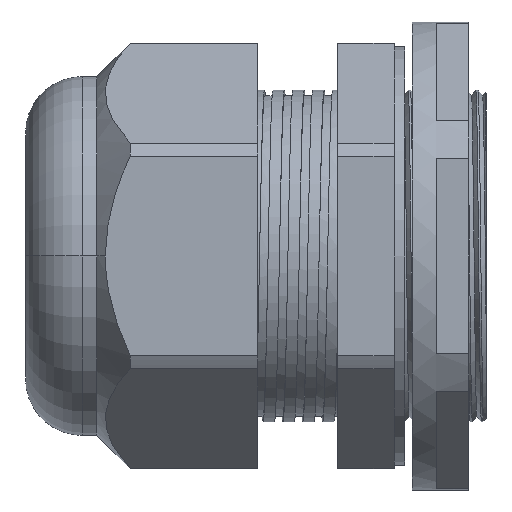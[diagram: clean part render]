
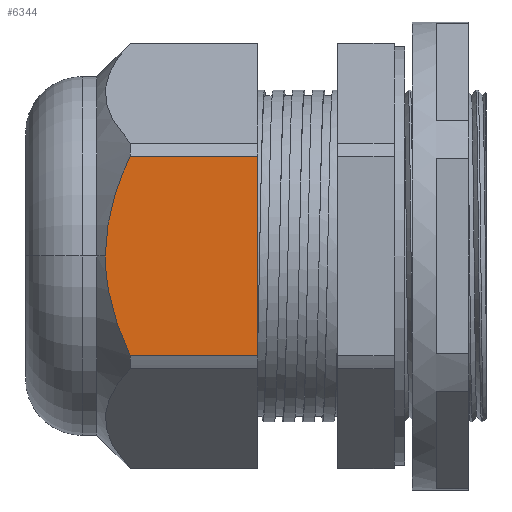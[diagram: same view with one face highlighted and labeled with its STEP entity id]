
A CAD part, left-side view. The second image highlights one B-rep face of the part: STEP entity #6344.
In plain terms, the highlighted planar face has unit normal (-1, 0, 0).
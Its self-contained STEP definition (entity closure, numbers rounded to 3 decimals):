
#61 = CARTESIAN_POINT ( 'NONE',  ( -26.5, 37.764, -12.965 ) ) ;
#394 = CARTESIAN_POINT ( 'NONE',  ( -26.5, 39.089, -9.545 ) ) ;
#764 = VERTEX_POINT ( 'NONE', #8354 ) ;
#870 = LINE ( 'NONE', #10250, #9046 ) ;
#1108 = CARTESIAN_POINT ( 'NONE',  ( -26.5, 40.75, 0. ) ) ;
#1115 = EDGE_CURVE ( 'NONE', #1962, #4338, #11385, .T. ) ;
#1337 = CARTESIAN_POINT ( 'NONE',  ( -26.5, 39.632, -7.799 ) ) ;
#1556 = CARTESIAN_POINT ( 'NONE',  ( -26.5, 19.25, -14.062 ) ) ;
#1581 = EDGE_CURVE ( 'NONE', #3976, #764, #12345, .T. ) ;
#1962 = VERTEX_POINT ( 'NONE', #1108 ) ;
#1981 = VECTOR ( 'NONE', #11054, 1000. ) ;
#2153 = ORIENTED_EDGE ( 'NONE', *, *, #1581, .F. ) ;
#2299 = CARTESIAN_POINT ( 'NONE',  ( -26.5, 40.75, -2.463 ) ) ;
#2437 = ORIENTED_EDGE ( 'NONE', *, *, #4311, .F. ) ;
#2522 = ORIENTED_EDGE ( 'NONE', *, *, #1115, .F. ) ;
#3976 = VERTEX_POINT ( 'NONE', #1556 ) ;
#4311 = EDGE_CURVE ( 'NONE', #764, #1962, #12288, .T. ) ;
#4338 = VERTEX_POINT ( 'NONE', #4354 ) ;
#4354 = CARTESIAN_POINT ( 'NONE',  ( -26.5, 37.25, 14.062 ) ) ;
#4489 = DIRECTION ( 'NONE',  ( 0., 0., -1. ) ) ;
#4764 = EDGE_LOOP ( 'NONE', ( #2153, #9240, #8963, #2522, #2437 ) ) ;
#5406 = CARTESIAN_POINT ( 'NONE',  ( -26.5, 19.25, 14.062 ) ) ;
#6003 = FACE_OUTER_BOUND ( 'NONE', #4764, .T. ) ;
#6161 = CARTESIAN_POINT ( 'NONE',  ( -26.5, -13., 0. ) ) ;
#6209 = DIRECTION ( 'NONE',  ( 0., 0., -1. ) ) ;
#6324 = CARTESIAN_POINT ( 'NONE',  ( -26.5, 38.886, -10.125 ) ) ;
#6344 = ADVANCED_FACE ( 'NONE', ( #6003 ), #9983, .F. ) ;
#6541 = EDGE_CURVE ( 'NONE', #7173, #3976, #870, .T. ) ;
#7173 = VERTEX_POINT ( 'NONE', #5406 ) ;
#7330 = CARTESIAN_POINT ( 'NONE',  ( -26.5, 39.461, -8.383 ) ) ;
#8297 = CARTESIAN_POINT ( 'NONE',  ( -26.5, 40.403, -4.862 ) ) ;
#8354 = CARTESIAN_POINT ( 'NONE',  ( -26.5, 37.25, -14.062 ) ) ;
#8875 = AXIS2_PLACEMENT_3D ( 'NONE', #6161, #11757, #6209 ) ;
#8963 = ORIENTED_EDGE ( 'NONE', *, *, #10473, .T. ) ;
#9046 = VECTOR ( 'NONE', #4489, 1000. ) ;
#9234 = CARTESIAN_POINT ( 'NONE',  ( -26.5, 40.75, 0. ) ) ;
#9240 = ORIENTED_EDGE ( 'NONE', *, *, #6541, .F. ) ;
#9265 = CARTESIAN_POINT ( 'NONE',  ( -26.5, -13., 14.062 ) ) ;
#9376 = CARTESIAN_POINT ( 'NONE',  ( -26.5, 37.25, 14.062 ) ) ;
#9419 = CARTESIAN_POINT ( 'NONE',  ( -26.5, 37.764, 12.966 ) ) ;
#9452 = CARTESIAN_POINT ( 'NONE',  ( -26.5, 38.241, 11.848 ) ) ;
#9831 = LINE ( 'NONE', #9265, #1981 ) ;
#9841 = CARTESIAN_POINT ( 'NONE',  ( -26.5, 38.885, 10.13 ) ) ;
#9877 = CARTESIAN_POINT ( 'NONE',  ( -26.5, 39.087, 9.55 ) ) ;
#9922 = CARTESIAN_POINT ( 'NONE',  ( -26.5, 39.46, 8.387 ) ) ;
#9954 = CARTESIAN_POINT ( 'NONE',  ( -26.5, 39.631, 7.802 ) ) ;
#9983 = PLANE ( 'NONE',  #8875 ) ;
#10250 = CARTESIAN_POINT ( 'NONE',  ( -26.5, 19.25, 0. ) ) ;
#10265 = CARTESIAN_POINT ( 'NONE',  ( -26.5, 40.094, 6.04 ) ) ;
#10303 = CARTESIAN_POINT ( 'NONE',  ( -26.5, 40.336, 4.852 ) ) ;
#10346 = CARTESIAN_POINT ( 'NONE',  ( -26.5, 40.664, 2.449 ) ) ;
#10473 = EDGE_CURVE ( 'NONE', #7173, #4338, #9831, .T. ) ;
#10686 = CARTESIAN_POINT ( 'NONE',  ( -26.5, 40.75, 1.231 ) ) ;
#10687 = CARTESIAN_POINT ( 'NONE',  ( -26.5, 37.25, -14.062 ) ) ;
#11041 = CARTESIAN_POINT ( 'NONE',  ( -26.5, 40.75, 0. ) ) ;
#11054 = DIRECTION ( 'NONE',  ( 0., 1., 0. ) ) ;
#11385 = B_SPLINE_CURVE_WITH_KNOTS ( 'NONE', 3,
 ( #11041, #10686, #10346, #10303, #10265, #9954, #9922, #9877, #9841, #9452, #9419, #9376 ),
 .UNSPECIFIED., .F., .F.,
 ( 4, 2, 2, 2, 2, 4 ),
 ( 0.033, 0.036, 0.04, 0.042, 0.043, 0.047 ),
 .UNSPECIFIED. ) ;
#11649 = CARTESIAN_POINT ( 'NONE',  ( -26.5, -13., -14.062 ) ) ;
#11677 = DIRECTION ( 'NONE',  ( 0., 1., 0. ) ) ;
#11757 = DIRECTION ( 'NONE',  ( 1., 0., 0. ) ) ;
#11866 = CARTESIAN_POINT ( 'NONE',  ( -26.5, 38.242, -11.846 ) ) ;
#12070 = VECTOR ( 'NONE', #11677, 1000. ) ;
#12288 = B_SPLINE_CURVE_WITH_KNOTS ( 'NONE', 3,
 ( #10687, #61, #11866, #6324, #394, #7330, #1337, #8297, #2299, #9234 ),
 .UNSPECIFIED., .F., .F.,
 ( 4, 2, 2, 2, 4 ),
 ( 0.018, 0.022, 0.024, 0.025, 0.033 ),
 .UNSPECIFIED. ) ;
#12345 = LINE ( 'NONE', #11649, #12070 ) ;
